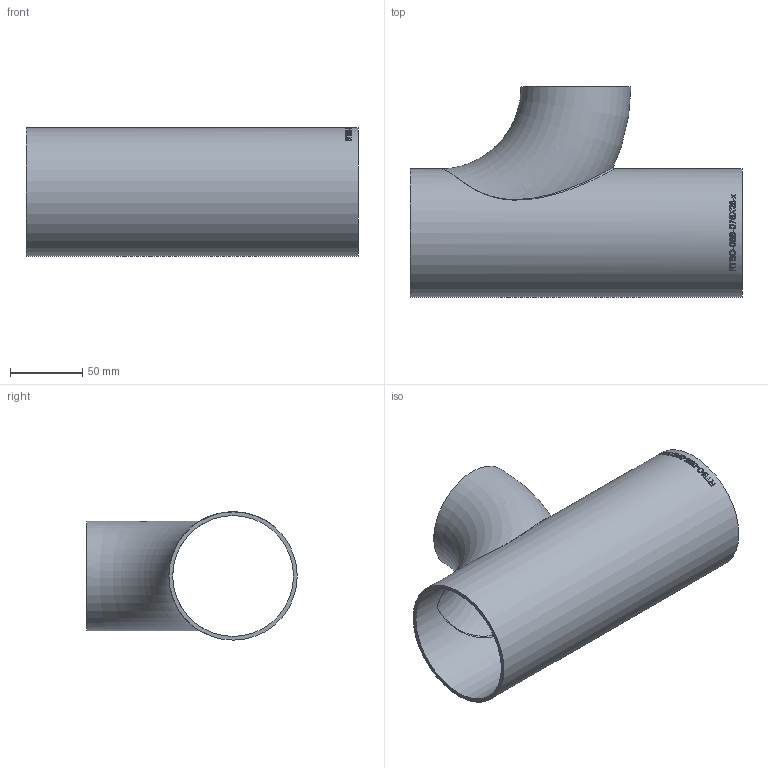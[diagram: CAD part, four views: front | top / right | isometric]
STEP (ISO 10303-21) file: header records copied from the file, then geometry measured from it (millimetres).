
FILE_DESCRIPTION (( 'STEP AP214' ), '1' );
FILE_NAME ('RTBO-088-076X26-x T-Bogen reduziert 2005.STEP', '2020-05-22T07:35:18', ( '' ), ( '' ), 'SwSTEP 2.0', 'SolidWorks 2019', '' );
FILE_SCHEMA (( 'AUTOMOTIVE_DESIGN' ));
Length unit declared in the file: millimetre
Products named in the file (1): RTBO-088-076X26-x T-Bogen reduziert 2005
Bounding box: 230 x 145.84 x 88.9 mm (x, y, z)
Volume: 192610.9 mm3; surface area: 149078.1 mm2
Topology: 1 solids, 1 shells, 240 faces, 625 edges, 417 vertices
Faces by surface type: bspline 150, plane 57, cylinder 31, torus 2
Full cylindrical faces by diameter (mm): 83.7 x1, 88.9 x1
Entity records: 36510 total; most frequent: CARTESIAN_POINT 29496, ORIENTED_EDGE 1232, EDGE_CURVE 616, B_SPLINE_CURVE_WITH_KNOTS 465, VERTEX_POINT 414, DIRECTION 409, EDGE_LOOP 280, FACE_OUTER_BOUND 246
